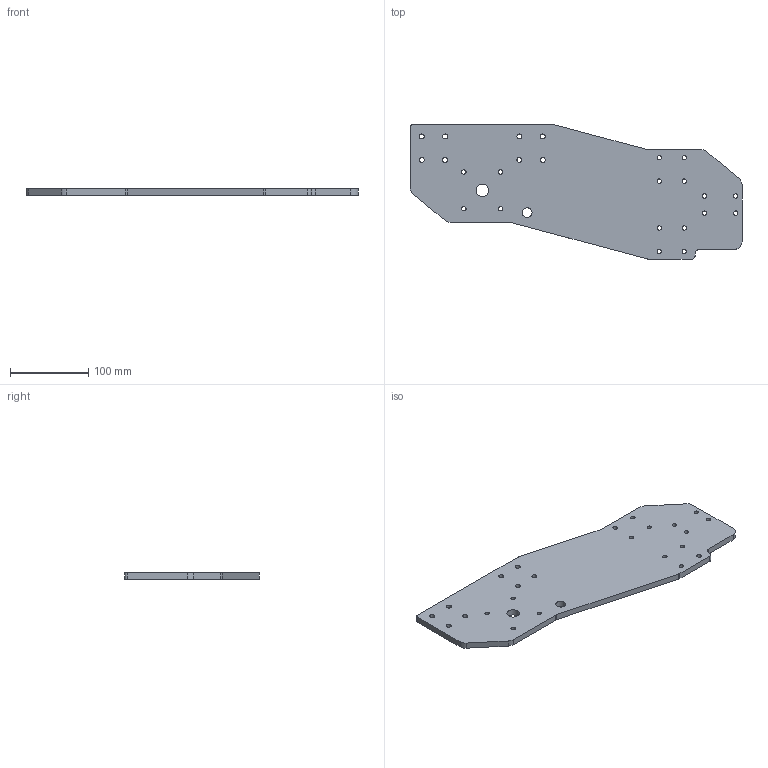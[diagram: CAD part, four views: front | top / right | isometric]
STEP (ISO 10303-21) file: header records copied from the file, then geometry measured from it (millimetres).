
FILE_DESCRIPTION(/* description */ (''),/* implementation_level */ '2;1');
FILE_NAME(/* name */ 'CNC_Y_Gantry_V5_Bearing v2.step',/* time_stamp */ '2021-04-11T08:25:02+02:00',/* author */ (''),/* organization */ (''),/* preprocessor_version */ 'ST-DEVELOPER v18.1',/* originating_system */ 'Autodesk Translation Framework v10.6.0.1341',/* authorisation */ '');
FILE_SCHEMA (('AUTOMOTIVE_DESIGN { 1 0 10303 214 3 1 1 }'));
Length unit declared in the file: millimetre
Products named in the file (1): CNC_Y_Gantry_V5_Bearing
Bounding box: 425 x 172.15 x 8 mm (x, y, z)
Volume: 427843.7 mm3; surface area: 119718.5 mm2
Topology: 1 solids, 1 shells, 52 faces, 150 edges, 100 vertices
Faces by surface type: cylinder 38, plane 14
Full cylindrical faces by diameter (mm): 5.6 x16, 6.4 x8, 12.5 x1, 16 x1
Entity records: 1887 total; most frequent: DIRECTION 332, CARTESIAN_POINT 303, ORIENTED_EDGE 300, EDGE_CURVE 150, AXIS2_PLACEMENT_3D 129, EDGE_LOOP 104, VERTEX_POINT 100, CIRCLE 76
